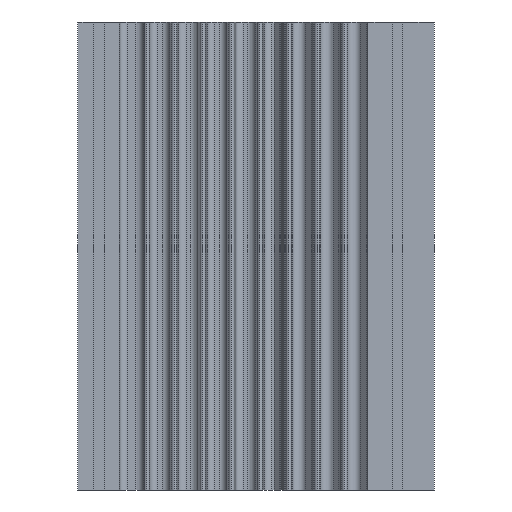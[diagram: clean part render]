
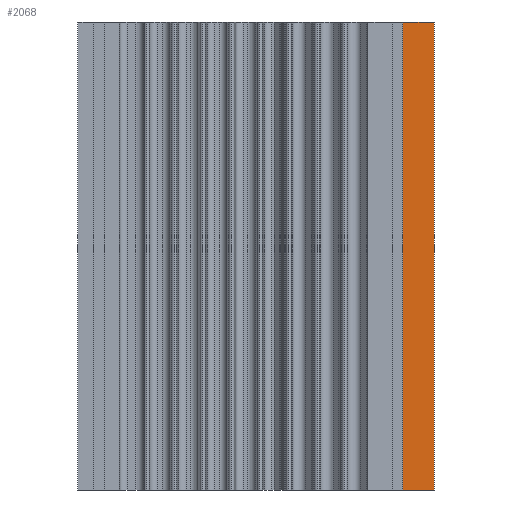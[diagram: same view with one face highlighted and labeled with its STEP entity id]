
A CAD part, left-side view. The second image highlights one B-rep face of the part: STEP entity #2068.
In plain terms, the highlighted planar face has unit normal (-1, 0, 0).
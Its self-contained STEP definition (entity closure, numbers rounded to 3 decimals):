
#61 = DIRECTION ( 'NONE',  ( 0., 0., -1. ) ) ;
#318 = LINE ( 'NONE', #4809, #550 ) ;
#550 = VECTOR ( 'NONE', #8626, 1000. ) ;
#1179 = VERTEX_POINT ( 'NONE', #1812 ) ;
#1438 = VERTEX_POINT ( 'NONE', #2896 ) ;
#1756 = DIRECTION ( 'NONE',  ( 0., 0., -1. ) ) ;
#1812 = CARTESIAN_POINT ( 'NONE',  ( -62.5, -136.9, -90. ) ) ;
#2068 = ADVANCED_FACE ( 'NONE', ( #7730 ), #4880, .T. ) ;
#2107 = CARTESIAN_POINT ( 'NONE',  ( -62.5, -124.9, 90. ) ) ;
#2293 = VECTOR ( 'NONE', #3670, 1000. ) ;
#2417 = ORIENTED_EDGE ( 'NONE', *, *, #3836, .F. ) ;
#2630 = VERTEX_POINT ( 'NONE', #2107 ) ;
#2896 = CARTESIAN_POINT ( 'NONE',  ( -62.5, -124.9, -90. ) ) ;
#3168 = EDGE_LOOP ( 'NONE', ( #3291, #2417, #6459, #3365 ) ) ;
#3291 = ORIENTED_EDGE ( 'NONE', *, *, #6694, .F. ) ;
#3365 = ORIENTED_EDGE ( 'NONE', *, *, #5194, .T. ) ;
#3484 = CARTESIAN_POINT ( 'NONE',  ( -62.5, -124.9, 90. ) ) ;
#3521 = DIRECTION ( 'NONE',  ( -1., 0., 0. ) ) ;
#3670 = DIRECTION ( 'NONE',  ( 0., 1., 0. ) ) ;
#3777 = CARTESIAN_POINT ( 'NONE',  ( -62.5, -124.9, -90. ) ) ;
#3836 = EDGE_CURVE ( 'NONE', #3988, #1179, #5840, .T. ) ;
#3988 = VERTEX_POINT ( 'NONE', #4750 ) ;
#4416 = CARTESIAN_POINT ( 'NONE',  ( -62.5, -136.9, 90. ) ) ;
#4749 = CARTESIAN_POINT ( 'NONE',  ( -62.5, -124.9, 90. ) ) ;
#4750 = CARTESIAN_POINT ( 'NONE',  ( -62.5, -136.9, 90. ) ) ;
#4809 = CARTESIAN_POINT ( 'NONE',  ( -62.5, -124.9, 90. ) ) ;
#4880 = PLANE ( 'NONE',  #7903 ) ;
#4968 = LINE ( 'NONE', #4749, #9704 ) ;
#5194 = EDGE_CURVE ( 'NONE', #2630, #1438, #4968, .T. ) ;
#5589 = VECTOR ( 'NONE', #61, 1000. ) ;
#5755 = EDGE_CURVE ( 'NONE', #3988, #2630, #318, .T. ) ;
#5840 = LINE ( 'NONE', #4416, #5589 ) ;
#6459 = ORIENTED_EDGE ( 'NONE', *, *, #5755, .T. ) ;
#6694 = EDGE_CURVE ( 'NONE', #1179, #1438, #8135, .T. ) ;
#7117 = DIRECTION ( 'NONE',  ( 0., 0., 1. ) ) ;
#7730 = FACE_OUTER_BOUND ( 'NONE', #3168, .T. ) ;
#7903 = AXIS2_PLACEMENT_3D ( 'NONE', #3484, #3521, #7117 ) ;
#8135 = LINE ( 'NONE', #3777, #2293 ) ;
#8626 = DIRECTION ( 'NONE',  ( 0., 1., 0. ) ) ;
#9704 = VECTOR ( 'NONE', #1756, 1000. ) ;
